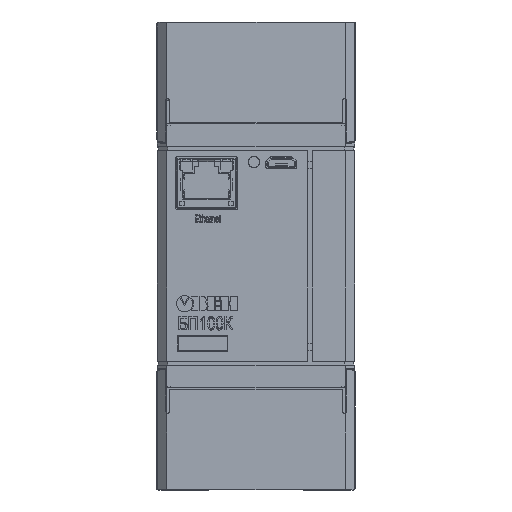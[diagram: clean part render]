
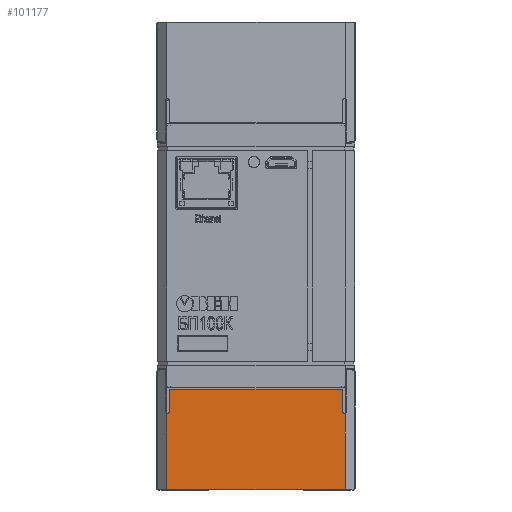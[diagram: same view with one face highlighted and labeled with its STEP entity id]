
A CAD part, top view. The second image highlights one B-rep face of the part: STEP entity #101177.
In plain terms, the highlighted planar face has unit normal (0, -0.005, 1).
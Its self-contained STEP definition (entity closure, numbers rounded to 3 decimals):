
#657 = B_SPLINE_CURVE_WITH_KNOTS ( 'NONE', 3,
 ( #28088, #106671, #87309, #118216 ),
 .UNSPECIFIED., .F., .F.,
 ( 4, 4 ),
 ( 0., 1. ),
 .UNSPECIFIED. ) ;
#4172 = CARTESIAN_POINT ( 'NONE',  ( -110.445, -26.339, 118.118 ) ) ;
#6072 = CARTESIAN_POINT ( 'NONE',  ( -109.645, -25.939, 118.12 ) ) ;
#6934 = ORIENTED_EDGE ( 'NONE', *, *, #25262, .T. ) ;
#10009 = B_SPLINE_CURVE_WITH_KNOTS ( 'NONE', 3,
 ( #46292, #114552, #115802, #66243, #37875, #124852, #64986, #26321, #104276, #16044 ),
 .UNSPECIFIED., .F., .F.,
 ( 4, 2, 2, 2, 4 ),
 ( 0., 0.25, 0.5, 0.75, 1. ),
 .UNSPECIFIED. ) ;
#11406 = CARTESIAN_POINT ( 'NONE',  ( -63.745, -23.972, 118.131 ) ) ;
#12930 = VERTEX_POINT ( 'NONE', #122230 ) ;
#16044 = CARTESIAN_POINT ( 'NONE',  ( -63.745, -25.939, 118.12 ) ) ;
#16470 = CARTESIAN_POINT ( 'NONE',  ( -62.945, -26.339, 118.118 ) ) ;
#16549 = VERTEX_POINT ( 'NONE', #42724 ) ;
#21049 = CARTESIAN_POINT ( 'NONE',  ( -63.745, -20.039, 118.153 ) ) ;
#22050 = CARTESIAN_POINT ( 'NONE',  ( -110.445, -46.704, 118.007 ) ) ;
#23472 = CARTESIAN_POINT ( 'NONE',  ( -109.769, -26.282, 118.118 ) ) ;
#23650 = EDGE_CURVE ( 'NONE', #48990, #101479, #84189, .T. ) ;
#24537 = CARTESIAN_POINT ( 'NONE',  ( -110.445, -46.704, 118.007 ) ) ;
#25262 = EDGE_CURVE ( 'NONE', #48990, #41203, #25305, .T. ) ;
#25305 = B_SPLINE_CURVE_WITH_KNOTS ( 'NONE', 3,
 ( #127114, #38220, #118055, #40128 ),
 .UNSPECIFIED., .F., .F.,
 ( 4, 4 ),
 ( 0., 1. ),
 .UNSPECIFIED. ) ;
#25356 = ORIENTED_EDGE ( 'NONE', *, *, #118903, .T. ) ;
#26321 = CARTESIAN_POINT ( 'NONE',  ( -63.72, -26.121, 118.119 ) ) ;
#26395 = CARTESIAN_POINT ( 'NONE',  ( -109.645, -23.972, 118.131 ) ) ;
#27483 = EDGE_CURVE ( 'NONE', #108130, #101479, #10009, .T. ) ;
#27908 = EDGE_CURVE ( 'NONE', #12930, #108130, #657, .T. ) ;
#28088 = CARTESIAN_POINT ( 'NONE',  ( -62.945, -46.704, 118.007 ) ) ;
#31141 = VERTEX_POINT ( 'NONE', #77200 ) ;
#31347 = CARTESIAN_POINT ( 'NONE',  ( -63.745, -25.939, 118.12 ) ) ;
#33590 = CARTESIAN_POINT ( 'NONE',  ( -62.945, -46.704, 118.007 ) ) ;
#33781 = DIRECTION ( 'NONE',  ( -1., 0., 0. ) ) ;
#37875 = CARTESIAN_POINT ( 'NONE',  ( -63.384, -26.428, 118.118 ) ) ;
#38220 = CARTESIAN_POINT ( 'NONE',  ( -79.045, -20.039, 118.153 ) ) ;
#38719 = EDGE_CURVE ( 'NONE', #41203, #16549, #100416, .T. ) ;
#40128 = CARTESIAN_POINT ( 'NONE',  ( -109.645, -20.039, 118.153 ) ) ;
#41203 = VERTEX_POINT ( 'NONE', #100547 ) ;
#42059 = CARTESIAN_POINT ( 'NONE',  ( -63.745, -25.939, 118.12 ) ) ;
#42724 = CARTESIAN_POINT ( 'NONE',  ( -109.645, -25.939, 118.12 ) ) ;
#43466 = CARTESIAN_POINT ( 'NONE',  ( -110.096, -26.445, 118.118 ) ) ;
#46292 = CARTESIAN_POINT ( 'NONE',  ( -62.945, -26.339, 118.118 ) ) ;
#48990 = VERTEX_POINT ( 'NONE', #114966 ) ;
#53135 = CARTESIAN_POINT ( 'NONE',  ( -110.006, -26.428, 118.118 ) ) ;
#57008 = EDGE_CURVE ( 'NONE', #16549, #116458, #113440, .T. ) ;
#60239 = ORIENTED_EDGE ( 'NONE', *, *, #27483, .T. ) ;
#60353 = CARTESIAN_POINT ( 'NONE',  ( -63.745, -22.006, 118.142 ) ) ;
#62782 = CARTESIAN_POINT ( 'NONE',  ( -109.837, -26.344, 118.118 ) ) ;
#64986 = CARTESIAN_POINT ( 'NONE',  ( -63.62, -26.282, 118.118 ) ) ;
#66243 = CARTESIAN_POINT ( 'NONE',  ( -63.294, -26.445, 118.118 ) ) ;
#69405 = ORIENTED_EDGE ( 'NONE', *, *, #38719, .T. ) ;
#70528 = ORIENTED_EDGE ( 'NONE', *, *, #27908, .T. ) ;
#70998 = CARTESIAN_POINT ( 'NONE',  ( -94.612, -46.704, 118.007 ) ) ;
#71652 = ORIENTED_EDGE ( 'NONE', *, *, #23650, .F. ) ;
#72243 = CARTESIAN_POINT ( 'NONE',  ( -110.445, -33.127, 118.081 ) ) ;
#72446 = CARTESIAN_POINT ( 'NONE',  ( -109.67, -26.121, 118.119 ) ) ;
#75359 = CARTESIAN_POINT ( 'NONE',  ( -109.645, -20.039, 118.153 ) ) ;
#77200 = CARTESIAN_POINT ( 'NONE',  ( -110.445, -46.704, 118.007 ) ) ;
#79236 = CARTESIAN_POINT ( 'NONE',  ( -110.445, -26.339, 118.118 ) ) ;
#81295 = CARTESIAN_POINT ( 'NONE',  ( -78.778, -46.704, 118.007 ) ) ;
#83372 = CARTESIAN_POINT ( 'NONE',  ( -86.695, -31.589, 118.09 ) ) ;
#83682 = AXIS2_PLACEMENT_3D ( 'NONE', #83372, #102724, #33781 ) ;
#83797 = CARTESIAN_POINT ( 'NONE',  ( -110.445, -26.339, 118.118 ) ) ;
#84189 = B_SPLINE_CURVE_WITH_KNOTS ( 'NONE', 3,
 ( #21049, #60353, #11406, #31347 ),
 .UNSPECIFIED., .F., .F.,
 ( 4, 4 ),
 ( 0., 1. ),
 .UNSPECIFIED. ) ;
#87309 = CARTESIAN_POINT ( 'NONE',  ( -62.945, -33.127, 118.081 ) ) ;
#92402 = CARTESIAN_POINT ( 'NONE',  ( -110.369, -26.396, 118.118 ) ) ;
#96566 = CARTESIAN_POINT ( 'NONE',  ( -109.645, -22.006, 118.142 ) ) ;
#100416 = B_SPLINE_CURVE_WITH_KNOTS ( 'NONE', 3,
 ( #75359, #96566, #26395, #126206 ),
 .UNSPECIFIED., .F., .F.,
 ( 4, 4 ),
 ( 0., 1. ),
 .UNSPECIFIED. ) ;
#100547 = CARTESIAN_POINT ( 'NONE',  ( -109.645, -20.039, 118.153 ) ) ;
#101177 = ADVANCED_FACE ( 'NONE', ( #113004 ), #121386, .T. ) ;
#101479 = VERTEX_POINT ( 'NONE', #42059 ) ;
#102084 = CARTESIAN_POINT ( 'NONE',  ( -110.284, -26.428, 118.118 ) ) ;
#102505 = CARTESIAN_POINT ( 'NONE',  ( -110.445, -39.915, 118.044 ) ) ;
#102724 = DIRECTION ( 'NONE',  ( 0., -0.005, 1. ) ) ;
#103683 = B_SPLINE_CURVE_WITH_KNOTS ( 'NONE', 3,
 ( #83797, #72243, #102505, #24537 ),
 .UNSPECIFIED., .F., .F.,
 ( 4, 4 ),
 ( 0., 1. ),
 .UNSPECIFIED. ) ;
#104276 = CARTESIAN_POINT ( 'NONE',  ( -63.745, -26.034, 118.12 ) ) ;
#106671 = CARTESIAN_POINT ( 'NONE',  ( -62.945, -39.915, 118.044 ) ) ;
#108130 = VERTEX_POINT ( 'NONE', #16470 ) ;
#108789 = B_SPLINE_CURVE_WITH_KNOTS ( 'NONE', 3,
 ( #22050, #70998, #81295, #33590 ),
 .UNSPECIFIED., .F., .F.,
 ( 4, 4 ),
 ( 0., 1. ),
 .UNSPECIFIED. ) ;
#113004 = FACE_OUTER_BOUND ( 'NONE', #124230, .T. ) ;
#113440 = B_SPLINE_CURVE_WITH_KNOTS ( 'NONE', 3,
 ( #6072, #121379, #72446, #23472, #62782, #53135, #43466, #102084, #92402, #4172 ),
 .UNSPECIFIED., .F., .F.,
 ( 4, 2, 2, 2, 4 ),
 ( 0., 0.25, 0.5, 0.75, 1. ),
 .UNSPECIFIED. ) ;
#114552 = CARTESIAN_POINT ( 'NONE',  ( -63.02, -26.396, 118.118 ) ) ;
#114966 = CARTESIAN_POINT ( 'NONE',  ( -63.745, -20.039, 118.153 ) ) ;
#115802 = CARTESIAN_POINT ( 'NONE',  ( -63.106, -26.428, 118.118 ) ) ;
#116160 = EDGE_CURVE ( 'NONE', #116458, #31141, #103683, .T. ) ;
#116458 = VERTEX_POINT ( 'NONE', #79236 ) ;
#118055 = CARTESIAN_POINT ( 'NONE',  ( -94.345, -20.039, 118.153 ) ) ;
#118216 = CARTESIAN_POINT ( 'NONE',  ( -62.945, -26.339, 118.118 ) ) ;
#118903 = EDGE_CURVE ( 'NONE', #31141, #12930, #108789, .T. ) ;
#121379 = CARTESIAN_POINT ( 'NONE',  ( -109.645, -26.033, 118.12 ) ) ;
#121386 = PLANE ( 'NONE',  #83682 ) ;
#122230 = CARTESIAN_POINT ( 'NONE',  ( -62.945, -46.704, 118.007 ) ) ;
#124230 = EDGE_LOOP ( 'NONE', ( #70528, #60239, #71652, #6934, #69405, #125412, #126838, #25356 ) ) ;
#124852 = CARTESIAN_POINT ( 'NONE',  ( -63.553, -26.344, 118.118 ) ) ;
#125412 = ORIENTED_EDGE ( 'NONE', *, *, #57008, .T. ) ;
#126206 = CARTESIAN_POINT ( 'NONE',  ( -109.645, -25.939, 118.12 ) ) ;
#126838 = ORIENTED_EDGE ( 'NONE', *, *, #116160, .T. ) ;
#127114 = CARTESIAN_POINT ( 'NONE',  ( -63.745, -20.039, 118.153 ) ) ;
